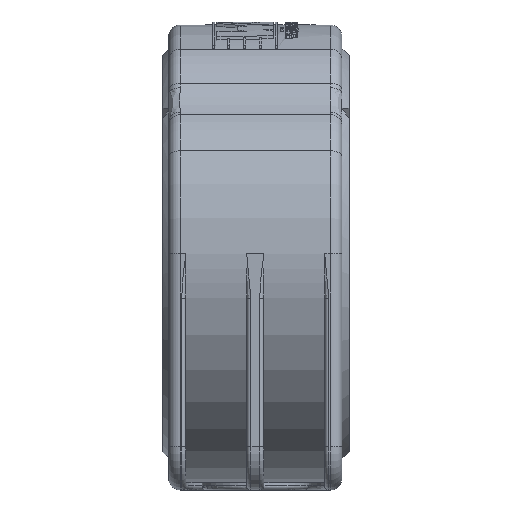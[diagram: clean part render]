
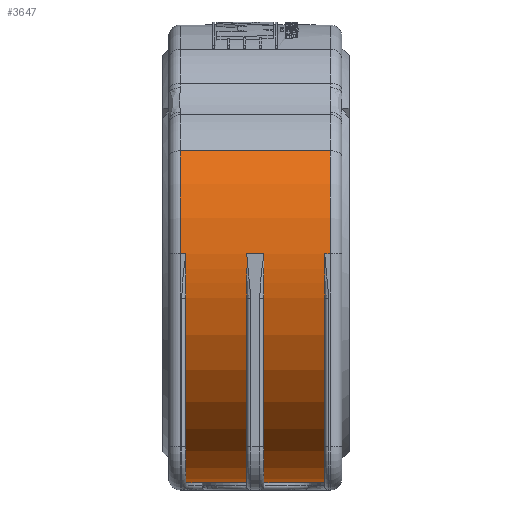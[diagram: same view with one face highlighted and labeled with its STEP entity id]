
A CAD part, left-side view. The second image highlights one B-rep face of the part: STEP entity #3647.
In plain terms, the highlighted cylindrical face has radius 15.85 mm (diameter 31.7 mm), a partial arc.
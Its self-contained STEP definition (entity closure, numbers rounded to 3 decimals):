
#2193 = EDGE_CURVE( '', #6951, #6952, #6953, .T. );
#2542 = EDGE_CURVE( '', #7089, #7547, #7548, .T. );
#2662 = EDGE_CURVE( '', #7478, #6988, #7740, .T. );
#2938 = EDGE_CURVE( '', #8173, #7791, #8174, .T. );
#3056 = EDGE_CURVE( '', #8356, #8357, #8358, .T. );
#3156 = EDGE_CURVE( '', #7547, #8543, #8544, .T. );
#3647 = ADVANCED_FACE( '', ( #9260 ), #9261, .T. );
#4191 = EDGE_CURVE( '', #10005, #6971, #10006, .T. );
#4279 = EDGE_CURVE( '', #10005, #7089, #10133, .T. );
#4309 = EDGE_CURVE( '', #7791, #7972, #10170, .T. );
#5101 = EDGE_CURVE( '', #6988, #7541, #11157, .T. );
#5485 = EDGE_CURVE( '', #8357, #8543, #11619, .T. );
#5580 = EDGE_CURVE( '', #7478, #7869, #11731, .T. );
#5761 = EDGE_CURVE( '', #7541, #6952, #11942, .T. );
#6026 = EDGE_CURVE( '', #6971, #6951, #12248, .T. );
#6605 = EDGE_CURVE( '', #8173, #8356, #12901, .T. );
#6726 = EDGE_CURVE( '', #7972, #7869, #13034, .T. );
#6951 = VERTEX_POINT( '', #13285 );
#6952 = VERTEX_POINT( '', #13286 );
#6953 = LINE( '', #13287, #13288 );
#6971 = VERTEX_POINT( '', #13313 );
#6988 = VERTEX_POINT( '', #13335 );
#7089 = VERTEX_POINT( '', #13478 );
#7478 = VERTEX_POINT( '', #14201 );
#7541 = VERTEX_POINT( '', #14287 );
#7547 = VERTEX_POINT( '', #14295 );
#7548 = CIRCLE( '', #14296, 15.85 );
#7740 = CIRCLE( '', #14572, 15.85 );
#7791 = VERTEX_POINT( '', #14665 );
#7869 = VERTEX_POINT( '', #14790 );
#7972 = VERTEX_POINT( '', #14961 );
#8173 = VERTEX_POINT( '', #15341 );
#8174 = LINE( '', #15342, #15343 );
#8356 = VERTEX_POINT( '', #15610 );
#8357 = VERTEX_POINT( '', #15611 );
#8358 = CIRCLE( '', #15612, 15.85 );
#8543 = VERTEX_POINT( '', #15893 );
#8544 = CIRCLE( '', #15894, 15.85 );
#9260 = FACE_OUTER_BOUND( '', #17191, .T. );
#9261 = CYLINDRICAL_SURFACE( '', #17192, 15.85 );
#10005 = VERTEX_POINT( '', #18381 );
#10006 = CIRCLE( '', #18382, 15.85 );
#10133 = LINE( '', #18694, #18695 );
#10170 = CIRCLE( '', #18751, 15.85 );
#11157 = LINE( '', #20563, #20564 );
#11619 = LINE( '', #21408, #21409 );
#11731 = LINE( '', #21620, #21621 );
#11942 = CIRCLE( '', #21992, 15.85 );
#12248 = CIRCLE( '', #22497, 15.85 );
#12901 = CIRCLE( '', #23771, 15.85 );
#13034 = CIRCLE( '', #24024, 15.85 );
#13285 = CARTESIAN_POINT( '', ( 48.96, 11., 0. ) );
#13286 = CARTESIAN_POINT( '', ( 48.96, 11.4, 0. ) );
#13287 = CARTESIAN_POINT( '', ( 48.96, 11., 0. ) );
#13288 = VECTOR( '', #24396, 1000. );
#13313 = CARTESIAN_POINT( '', ( 49.26, 11., -3.069 ) );
#13335 = CARTESIAN_POINT( '', ( 50.655, 1., 7.131 ) );
#13478 = CARTESIAN_POINT( '', ( 72.187, 6.8, -14.029 ) );
#14201 = CARTESIAN_POINT( '', ( 48.96, 1., 0. ) );
#14287 = CARTESIAN_POINT( '', ( 50.655, 11.4, 7.131 ) );
#14295 = CARTESIAN_POINT( '', ( 49.26, 6.8, -3.069 ) );
#14296 = AXIS2_PLACEMENT_3D( '', #24920, #24921, #24922 );
#14572 = AXIS2_PLACEMENT_3D( '', #25131, #25132, #25133 );
#14665 = CARTESIAN_POINT( '', ( 72.187, 1.4, -14.029 ) );
#14790 = CARTESIAN_POINT( '', ( 48.96, 1.4, 0. ) );
#14961 = CARTESIAN_POINT( '', ( 49.26, 1.4, -3.069 ) );
#15341 = CARTESIAN_POINT( '', ( 72.187, 5.6, -14.029 ) );
#15342 = CARTESIAN_POINT( '', ( 72.187, 5.6, -14.029 ) );
#15343 = VECTOR( '', #25597, 1000. );
#15610 = CARTESIAN_POINT( '', ( 49.26, 5.6, -3.069 ) );
#15611 = CARTESIAN_POINT( '', ( 48.96, 5.6, 0. ) );
#15612 = AXIS2_PLACEMENT_3D( '', #25804, #25805, #25806 );
#15893 = CARTESIAN_POINT( '', ( 48.96, 6.8, 0. ) );
#15894 = AXIS2_PLACEMENT_3D( '', #26308, #26309, #26310 );
#17191 = EDGE_LOOP( '', ( #27050, #27051, #27052, #27053, #27054, #27055, #27056, #27057, #27058, #27059, #27060, #27061, #27062, #27063, #27064, #27065 ) );
#17192 = AXIS2_PLACEMENT_3D( '', #27066, #27067, #27068 );
#18381 = CARTESIAN_POINT( '', ( 72.187, 11., -14.029 ) );
#18382 = AXIS2_PLACEMENT_3D( '', #27910, #27911, #27912 );
#18694 = CARTESIAN_POINT( '', ( 72.187, 11., -14.029 ) );
#18695 = VECTOR( '', #28011, 1000. );
#18751 = AXIS2_PLACEMENT_3D( '', #28064, #28065, #28066 );
#20563 = CARTESIAN_POINT( '', ( 50.655, 1., 7.131 ) );
#20564 = VECTOR( '', #29209, 1000. );
#21408 = CARTESIAN_POINT( '', ( 48.96, 5.6, 0. ) );
#21409 = VECTOR( '', #29810, 1000. );
#21620 = CARTESIAN_POINT( '', ( 48.96, 1., 0. ) );
#21621 = VECTOR( '', #29934, 1000. );
#21992 = AXIS2_PLACEMENT_3D( '', #30245, #30246, #30247 );
#22497 = AXIS2_PLACEMENT_3D( '', #30693, #30694, #30695 );
#23771 = AXIS2_PLACEMENT_3D( '', #31519, #31520, #31521 );
#24024 = AXIS2_PLACEMENT_3D( '', #31670, #31671, #31672 );
#24396 = DIRECTION( '', ( 0., 1., 0. ) );
#24920 = CARTESIAN_POINT( '', ( 64.81, 6.8, 0. ) );
#24921 = DIRECTION( '', ( 0., 1., 0. ) );
#24922 = DIRECTION( '', ( 1., 0., 0. ) );
#25131 = CARTESIAN_POINT( '', ( 64.81, 1., 0. ) );
#25132 = DIRECTION( '', ( 0., 1., 0. ) );
#25133 = DIRECTION( '', ( 0., 0., -1. ) );
#25597 = DIRECTION( '', ( 0., -1., 0. ) );
#25804 = CARTESIAN_POINT( '', ( 64.81, 5.6, 0. ) );
#25805 = DIRECTION( '', ( 0., 1., 0. ) );
#25806 = DIRECTION( '', ( 1., 0., 0. ) );
#26308 = CARTESIAN_POINT( '', ( 64.81, 6.8, 0. ) );
#26309 = DIRECTION( '', ( 0., 1., 0. ) );
#26310 = DIRECTION( '', ( 1., 0., 0. ) );
#27050 = ORIENTED_EDGE( '', *, *, #5580, .F. );
#27051 = ORIENTED_EDGE( '', *, *, #2662, .T. );
#27052 = ORIENTED_EDGE( '', *, *, #5101, .T. );
#27053 = ORIENTED_EDGE( '', *, *, #5761, .T. );
#27054 = ORIENTED_EDGE( '', *, *, #2193, .F. );
#27055 = ORIENTED_EDGE( '', *, *, #6026, .F. );
#27056 = ORIENTED_EDGE( '', *, *, #4191, .F. );
#27057 = ORIENTED_EDGE( '', *, *, #4279, .T. );
#27058 = ORIENTED_EDGE( '', *, *, #2542, .T. );
#27059 = ORIENTED_EDGE( '', *, *, #3156, .T. );
#27060 = ORIENTED_EDGE( '', *, *, #5485, .F. );
#27061 = ORIENTED_EDGE( '', *, *, #3056, .F. );
#27062 = ORIENTED_EDGE( '', *, *, #6605, .F. );
#27063 = ORIENTED_EDGE( '', *, *, #2938, .T. );
#27064 = ORIENTED_EDGE( '', *, *, #4309, .T. );
#27065 = ORIENTED_EDGE( '', *, *, #6726, .T. );
#27066 = CARTESIAN_POINT( '', ( 64.81, 12.201, 0. ) );
#27067 = DIRECTION( '', ( 0., -1., 0. ) );
#27068 = DIRECTION( '', ( 1., 0., 0. ) );
#27910 = CARTESIAN_POINT( '', ( 64.81, 11., 0. ) );
#27911 = DIRECTION( '', ( 0., 1., 0. ) );
#27912 = DIRECTION( '', ( 1., 0., 0. ) );
#28011 = DIRECTION( '', ( 0., -1., 0. ) );
#28064 = CARTESIAN_POINT( '', ( 64.81, 1.4, 0. ) );
#28065 = DIRECTION( '', ( 0., 1., 0. ) );
#28066 = DIRECTION( '', ( 1., 0., 0. ) );
#29209 = DIRECTION( '', ( 0., 1., 0. ) );
#29810 = DIRECTION( '', ( 0., 1., 0. ) );
#29934 = DIRECTION( '', ( 0., 1., 0. ) );
#30245 = CARTESIAN_POINT( '', ( 64.81, 11.4, 0. ) );
#30246 = DIRECTION( '', ( 0., -1., 0. ) );
#30247 = DIRECTION( '', ( 0., 0., 1. ) );
#30693 = CARTESIAN_POINT( '', ( 64.81, 11., 0. ) );
#30694 = DIRECTION( '', ( 0., 1., 0. ) );
#30695 = DIRECTION( '', ( 1., 0., 0. ) );
#31519 = CARTESIAN_POINT( '', ( 64.81, 5.6, 0. ) );
#31520 = DIRECTION( '', ( 0., 1., 0. ) );
#31521 = DIRECTION( '', ( 1., 0., 0. ) );
#31670 = CARTESIAN_POINT( '', ( 64.81, 1.4, 0. ) );
#31671 = DIRECTION( '', ( 0., 1., 0. ) );
#31672 = DIRECTION( '', ( 1., 0., 0. ) );
